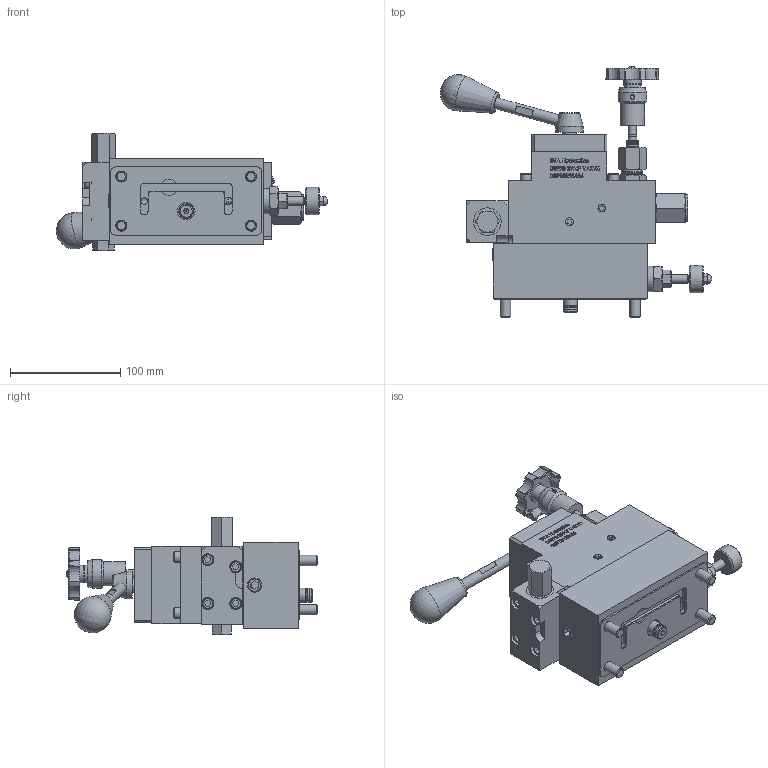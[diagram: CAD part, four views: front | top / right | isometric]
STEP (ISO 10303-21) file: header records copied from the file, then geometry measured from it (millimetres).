
FILE_DESCRIPTION (( 'STEP AP214' ), '1' );
FILE_NAME ('D0922.STEP', '2018-03-31T03:57:07', ( '' ), ( '' ), 'SwSTEP 2.0', 'SolidWorks 2018', '' );
FILE_SCHEMA (( 'AUTOMOTIVE_DESIGN' ));
Length unit declared in the file: millimetre
Products named in the file (1): D0922
Bounding box: 245.85 x 227.85 x 106.7 mm (x, y, z)
Volume: 1367995.4 mm3; surface area: 286865.9 mm2
Topology: 59 solids, 59 shells, 3724 faces, 9660 edges, 6298 vertices
Faces by surface type: plane 1820, bspline 1113, cylinder 376, cone 316, torus 66, sphere 33
Full cylindrical faces by diameter (mm): 2.5 x1, 3.2 x6, 4.2 x7, 4.5 x2, 4.7 x5, 4.762 x1, 4.826 x1, 5 x4, 5.105 x12, 5.2 x2, 5.3 x2, 5.5 x1, 5.8 x6, 6 x6, 6.147 x2, 6.2 x2, 6.299 x4, 6.3 x5, 6.35 x12, 6.5 x1, 6.8 x8, 7 x7, 7.1 x1, 7.6 x8, 7.8 x3, 7.9 x6, 8 x2, 8.334 x1, 8.4 x1, 8.433 x1
Entity records: 199383 total; most frequent: CARTESIAN_POINT 77244, ORIENTED_EDGE 18000, DIRECTION 12720, EDGE_CURVE 9000, VERTEX_POINT 6132, LINE 5018, VECTOR 5018, EDGE_LOOP 4632
